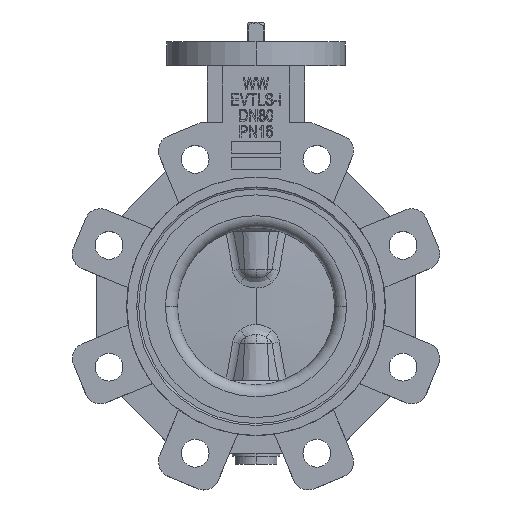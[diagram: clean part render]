
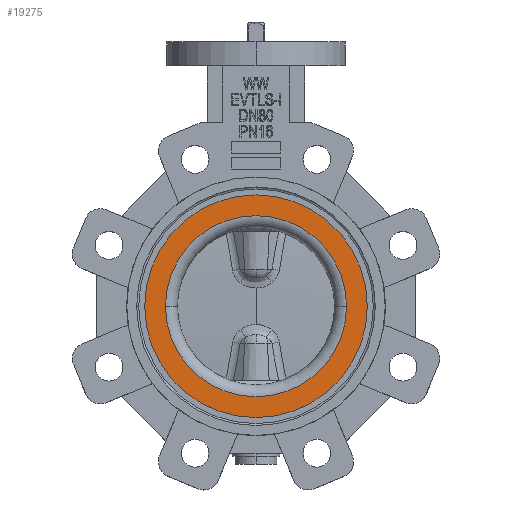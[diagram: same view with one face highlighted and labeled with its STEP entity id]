
A CAD part, top view. The second image highlights one B-rep face of the part: STEP entity #19275.
In plain terms, the highlighted planar face has unit normal (0, 0, 1).
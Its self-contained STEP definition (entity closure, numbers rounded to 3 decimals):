
#563 = AXIS2_PLACEMENT_3D ( 'NONE', #5601, #10102, #4058 ) ;
#842 = EDGE_CURVE ( 'NONE', #3817, #16277, #19652, .T. ) ;
#1151 = EDGE_CURVE ( 'NONE', #15818, #12843, #13431, .T. ) ;
#1211 = PLANE ( 'NONE',  #16316 ) ;
#1833 = CARTESIAN_POINT ( 'NONE',  ( 0., 0., 24. ) ) ;
#2322 = DIRECTION ( 'NONE',  ( 0., 0., 1. ) ) ;
#2731 = ORIENTED_EDGE ( 'NONE', *, *, #5740, .F. ) ;
#3125 = EDGE_LOOP ( 'NONE', ( #2731, #8757 ) ) ;
#3451 = DIRECTION ( 'NONE',  ( 0., 0., 1. ) ) ;
#3744 = AXIS2_PLACEMENT_3D ( 'NONE', #6670, #3451, #15885 ) ;
#3817 = VERTEX_POINT ( 'NONE', #9018 ) ;
#4058 = DIRECTION ( 'NONE',  ( 1., 0., 0. ) ) ;
#4720 = DIRECTION ( 'NONE',  ( 0., 0., 1. ) ) ;
#4962 = FACE_BOUND ( 'NONE', #3125, .T. ) ;
#5076 = AXIS2_PLACEMENT_3D ( 'NONE', #1833, #4720, #9355 ) ;
#5433 = ORIENTED_EDGE ( 'NONE', *, *, #12797, .T. ) ;
#5601 = CARTESIAN_POINT ( 'NONE',  ( 0., 0., 24. ) ) ;
#5740 = EDGE_CURVE ( 'NONE', #16277, #3817, #8709, .T. ) ;
#6585 = EDGE_LOOP ( 'NONE', ( #8202, #5433 ) ) ;
#6670 = CARTESIAN_POINT ( 'NONE',  ( 0., 0., 24. ) ) ;
#7898 = AXIS2_PLACEMENT_3D ( 'NONE', #19297, #2322, #19019 ) ;
#8202 = ORIENTED_EDGE ( 'NONE', *, *, #1151, .T. ) ;
#8290 = CARTESIAN_POINT ( 'NONE',  ( 45.55, 0., 24. ) ) ;
#8709 = CIRCLE ( 'NONE', #3744, 45.55 ) ;
#8757 = ORIENTED_EDGE ( 'NONE', *, *, #842, .F. ) ;
#8770 = CARTESIAN_POINT ( 'NONE',  ( -56., 0., 24. ) ) ;
#9018 = CARTESIAN_POINT ( 'NONE',  ( -45.55, 0., 24. ) ) ;
#9062 = FACE_OUTER_BOUND ( 'NONE', #6585, .T. ) ;
#9067 = DIRECTION ( 'NONE',  ( -1., 0., 0. ) ) ;
#9222 = CARTESIAN_POINT ( 'NONE',  ( 56., 0., 24. ) ) ;
#9355 = DIRECTION ( 'NONE',  ( 1., 0., 0. ) ) ;
#10102 = DIRECTION ( 'NONE',  ( 0., 0., 1. ) ) ;
#10412 = CARTESIAN_POINT ( 'NONE',  ( 0., 45.55, 24. ) ) ;
#12797 = EDGE_CURVE ( 'NONE', #12843, #15818, #13014, .T. ) ;
#12843 = VERTEX_POINT ( 'NONE', #8770 ) ;
#13014 = CIRCLE ( 'NONE', #563, 56. ) ;
#13431 = CIRCLE ( 'NONE', #5076, 56. ) ;
#15818 = VERTEX_POINT ( 'NONE', #9222 ) ;
#15885 = DIRECTION ( 'NONE',  ( 1., 0., 0. ) ) ;
#16277 = VERTEX_POINT ( 'NONE', #8290 ) ;
#16316 = AXIS2_PLACEMENT_3D ( 'NONE', #10412, #16480, #9067 ) ;
#16480 = DIRECTION ( 'NONE',  ( 0., 0., -1. ) ) ;
#19019 = DIRECTION ( 'NONE',  ( 1., 0., 0. ) ) ;
#19275 = ADVANCED_FACE ( 'NONE', ( #4962, #9062 ), #1211, .F. ) ;
#19297 = CARTESIAN_POINT ( 'NONE',  ( 0., 0., 24. ) ) ;
#19652 = CIRCLE ( 'NONE', #7898, 45.55 ) ;
